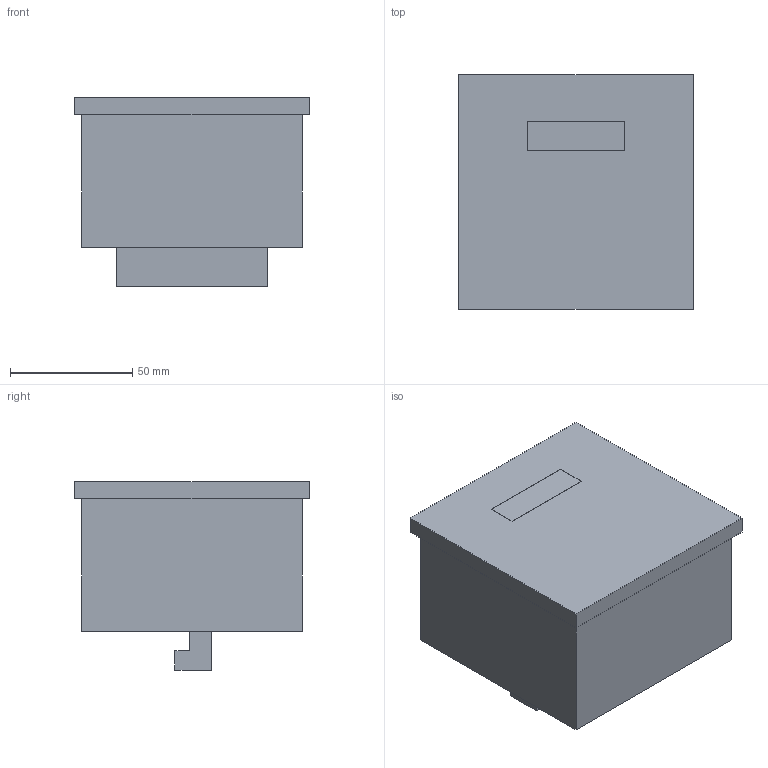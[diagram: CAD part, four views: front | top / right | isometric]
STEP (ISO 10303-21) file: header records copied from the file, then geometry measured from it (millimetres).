
FILE_DESCRIPTION (( 'STEP AP214' ), '1' );
FILE_NAME ('Ðåãóëÿòîð NOVAR 07.STEP', '2018-03-06T11:21:07', ( '' ), ( '' ), 'SwSTEP 2.0', 'SolidWorks 2017', '' );
FILE_SCHEMA (( 'AUTOMOTIVE_DESIGN' ));
Length unit declared in the file: millimetre
Products named in the file (1): Ðåãóëÿòîð NOVAR 07
Bounding box: 96 x 96 x 77 mm (x, y, z)
Volume: 513594.8 mm3; surface area: 43880.3 mm2
Topology: 1 solids, 1 shells, 59 faces, 126 edges, 84 vertices
Faces by surface type: plane 35, cylinder 24
Entity records: 1785 total; most frequent: DIRECTION 294, CARTESIAN_POINT 270, ORIENTED_EDGE 252, EDGE_CURVE 126, AXIS2_PLACEMENT_3D 108, VERTEX_POINT 84, LINE 78, VECTOR 78
